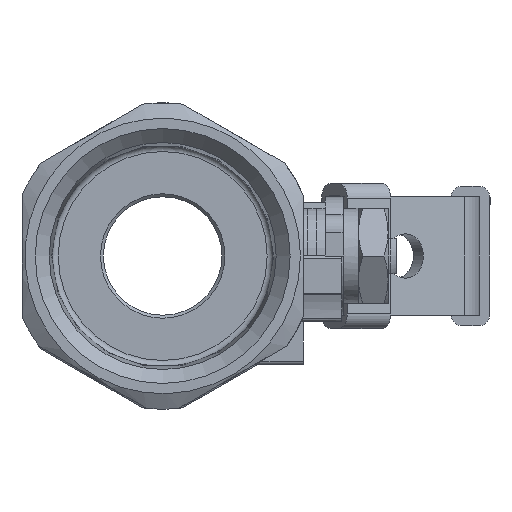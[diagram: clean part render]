
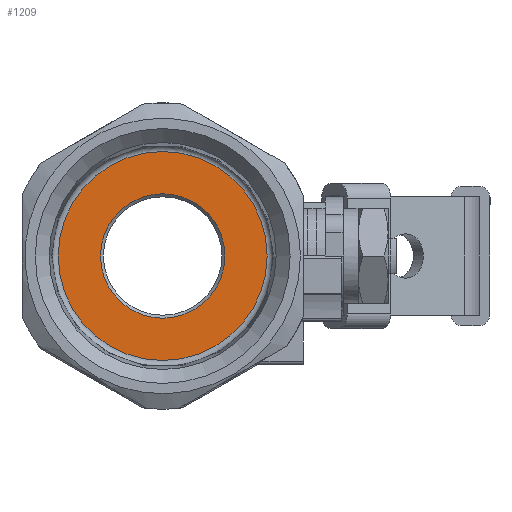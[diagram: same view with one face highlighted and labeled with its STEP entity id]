
A CAD part, left-side view. The second image highlights one B-rep face of the part: STEP entity #1209.
In plain terms, the highlighted planar face has unit normal (-1, 0, 0).
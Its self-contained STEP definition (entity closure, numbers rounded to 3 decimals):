
#1209=ADVANCED_FACE('',(#3042,#3043),#3044,.T.);
#3042=FACE_BOUND('',#6664,.T.);
#3043=FACE_OUTER_BOUND('',#6665,.T.);
#3044=PLANE('',#6666);
#6664=EDGE_LOOP('',(#10287));
#6665=EDGE_LOOP('',(#10288));
#6666=AXIS2_PLACEMENT_3D('',#10289,#10290,#10291);
#10287=ORIENTED_EDGE('',*,*,#18061,.T.);
#10288=ORIENTED_EDGE('',*,*,#18063,.F.);
#10289=CARTESIAN_POINT('',(-18.6,0.0,-17.631));
#10290=DIRECTION('',(-1.0,0.,0.));
#10291=DIRECTION('',(0.,0.0,1.0));
#18061=EDGE_CURVE('',#21273,#21273,#21274,.T.);
#18063=EDGE_CURVE('',#21276,#21276,#21277,.T.);
#21273=VERTEX_POINT('',#26469);
#21274=CIRCLE('',#26470,10.5);
#21276=VERTEX_POINT('',#26472);
#21277=CIRCLE('',#26473,17.631);
#26469=CARTESIAN_POINT('',(-18.6,0.0,-10.5));
#26470=AXIS2_PLACEMENT_3D('',#33488,#33489,#33490);
#26472=CARTESIAN_POINT('',(-18.6,0.0,-17.631));
#26473=AXIS2_PLACEMENT_3D('',#33491,#33492,#33493);
#33488=CARTESIAN_POINT('',(-18.6,0.0,0.));
#33489=DIRECTION('',(1.0,0.,0.));
#33490=DIRECTION('',(0.,0.0,-1.0));
#33491=CARTESIAN_POINT('',(-18.6,0.0,0.));
#33492=DIRECTION('',(1.0,0.,0.));
#33493=DIRECTION('',(0.,0.0,-1.0));
